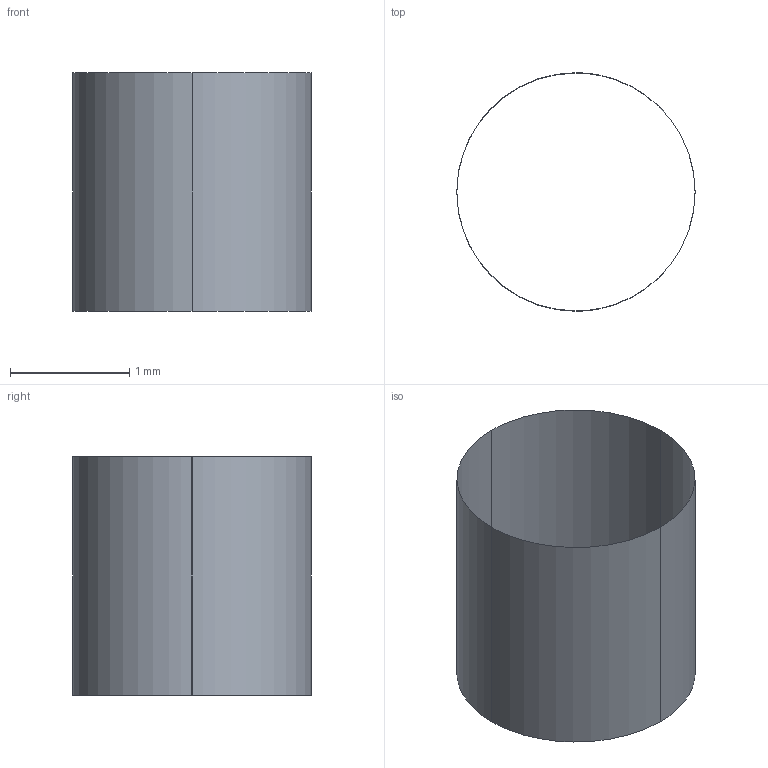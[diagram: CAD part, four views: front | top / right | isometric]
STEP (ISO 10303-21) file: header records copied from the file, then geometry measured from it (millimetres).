
FILE_DESCRIPTION(('Open CASCADE Model'),'2;1');
FILE_NAME('Open CASCADE Shape Model','2020-01-27T17:47:32',('Author'),( 'Open CASCADE'),'Open CASCADE STEP processor 7.4','Open CASCADE 7.4' ,'Unknown');
FILE_SCHEMA(('AUTOMOTIVE_DESIGN { 1 0 10303 214 1 1 1 1 }'));
Length unit declared in the file: millimetre
Products named in the file (5): Open CASCADE STEP translator 7.4 1; Open CASCADE STEP translator 7.4 1.1; Open CASCADE STEP translator 7.4 1.3; Open CASCADE STEP translator 7.4 1.3.1; Open CASCADE STEP translator 7.4 1.3.2
Assembly tree (5 placements, depth 3):
  Open CASCADE STEP translator 7.4 1
    Open CASCADE STEP translator 7.4 1.1  x2
    Open CASCADE STEP translator 7.4 1.3
      Open CASCADE STEP translator 7.4 1.3.1
      Open CASCADE STEP translator 7.4 1.3.2
Bounding box: 2 x 2 x 2 mm (x, y, z)
Surface area: 12.6 mm2 (no closed solid volume)
Topology: 0 solids, 4 shells, 4 faces, 16 edges, 16 vertices
Faces by surface type: bspline 4
Entity records: 297 total; most frequent: CARTESIAN_POINT 78, DIRECTION 24, ORIENTED_EDGE 12, EDGE_CURVE 12, VERTEX_POINT 12, SURFACE_CURVE 12, PCURVE 12, DEFINITIONAL_REPRESENTATION 12
